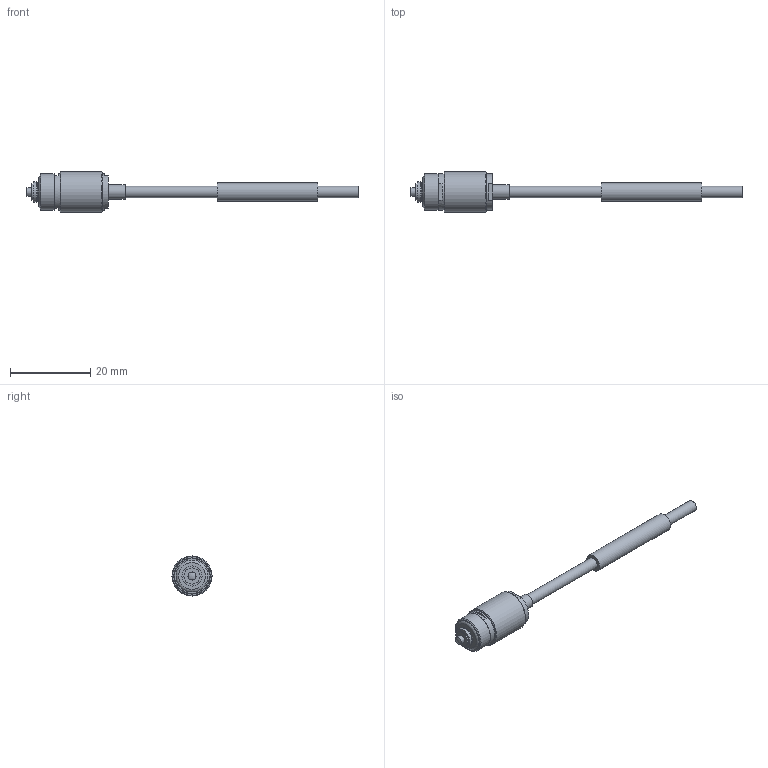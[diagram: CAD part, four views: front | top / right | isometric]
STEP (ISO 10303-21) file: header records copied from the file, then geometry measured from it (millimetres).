
FILE_DESCRIPTION (( 'STEP AP214' ), '1' );
FILE_NAME ('CSMP105CA-L.STEP', '2019-05-23T19:31:26', ( '' ), ( '' ), 'SwSTEP 2.0', 'SolidWorks 2018', '' );
FILE_SCHEMA (( 'AUTOMOTIVE_DESIGN' ));
Length unit declared in the file: inch
Products named in the file (1): CSMP105CA-L
Bounding box: 82.7 x 10 x 10 mm (x, y, z)
Volume: 1921.9 mm3; surface area: 1423.4 mm2
Topology: 1 solids, 1 shells, 44 faces, 84 edges, 53 vertices
Faces by surface type: plane 22, cylinder 11, cone 6, torus 4, sphere 1
Full cylindrical faces by diameter (mm): 2 x1, 2.8 x2, 3.5 x1, 4 x1, 4.5 x1, 5 x1, 9 x3, 10 x1
Entity records: 1030 total; most frequent: DIRECTION 188, CARTESIAN_POINT 167, ORIENTED_EDGE 122, AXIS2_PLACEMENT_3D 86, EDGE_LOOP 74, EDGE_CURVE 61, FACE_OUTER_BOUND 59, VERTEX_POINT 49
